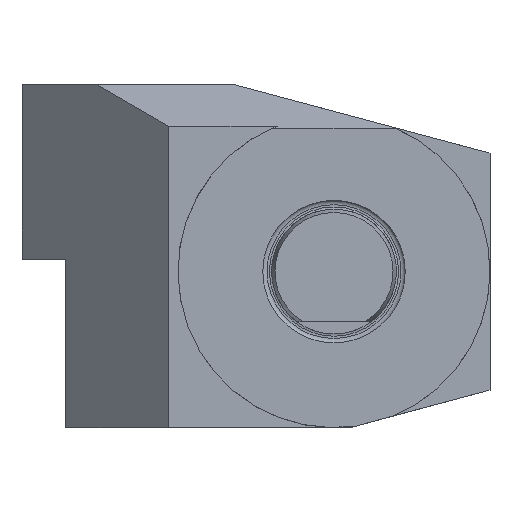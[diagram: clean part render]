
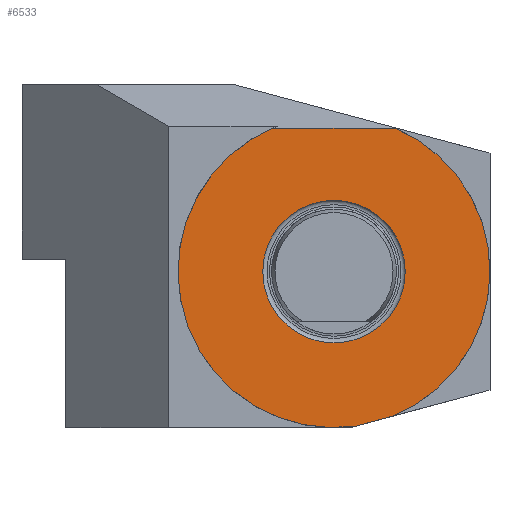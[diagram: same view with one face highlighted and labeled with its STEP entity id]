
A CAD part, front view. The second image highlights one B-rep face of the part: STEP entity #6533.
In plain terms, the highlighted planar face has unit normal (0, -1, 0).
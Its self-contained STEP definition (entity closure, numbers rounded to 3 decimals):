
#52 = VECTOR ( 'NONE', #5664, 1000. ) ;
#65 = CARTESIAN_POINT ( 'NONE',  ( -49.644, 4.974, -2.5 ) ) ;
#334 = CARTESIAN_POINT ( 'NONE',  ( -19.894, 4.974, -20.227 ) ) ;
#2318 = CIRCLE ( 'NONE', #4548, 25. ) ;
#3275 = ORIENTED_EDGE ( 'NONE', *, *, #16318, .T. ) ;
#3941 = EDGE_CURVE ( 'NONE', #17009, #17009, #12304, .T. ) ;
#4384 = ORIENTED_EDGE ( 'NONE', *, *, #6597, .T. ) ;
#4475 = ORIENTED_EDGE ( 'NONE', *, *, #12590, .F. ) ;
#4548 = AXIS2_PLACEMENT_3D ( 'NONE', #9124, #9197, #4911 ) ;
#4600 = CARTESIAN_POINT ( 'NONE',  ( -49.644, 4.974, -2.5 ) ) ;
#4911 = DIRECTION ( 'NONE',  ( 0., 0., -1. ) ) ;
#5408 = CARTESIAN_POINT ( 'NONE',  ( -24.644, 4.974, -2.5 ) ) ;
#5664 = DIRECTION ( 'NONE',  ( 0.966, 0., 0.259 ) ) ;
#5749 = CARTESIAN_POINT ( 'NONE',  ( -59.442, 4.974, 20.5 ) ) ;
#6357 = VERTEX_POINT ( 'NONE', #7700 ) ;
#6533 = ADVANCED_FACE ( 'Defeature completata2_13', ( #9115, #7717 ), #6653, .T. ) ;
#6591 = DIRECTION ( 'NONE',  ( 1., 0., 0. ) ) ;
#6597 = EDGE_CURVE ( 'NONE', #14458, #11672, #16260, .T. ) ;
#6653 = PLANE ( 'NONE',  #14329 ) ;
#7418 = CARTESIAN_POINT ( 'NONE',  ( -40.351, 4.974, -25.709 ) ) ;
#7700 = CARTESIAN_POINT ( 'NONE',  ( -39.846, 4.974, 20.5 ) ) ;
#7717 = FACE_BOUND ( 'NONE', #10744, .T. ) ;
#7899 = LINE ( 'NONE', #15855, #9096 ) ;
#8154 = CARTESIAN_POINT ( 'NONE',  ( -46.087, 4.974, -27.246 ) ) ;
#8996 = ORIENTED_EDGE ( 'NONE', *, *, #3941, .T. ) ;
#9096 = VECTOR ( 'NONE', #6591, 1000. ) ;
#9115 = FACE_OUTER_BOUND ( 'NONE', #9228, .T. ) ;
#9124 = CARTESIAN_POINT ( 'NONE',  ( -49.644, 4.974, -2.5 ) ) ;
#9197 = DIRECTION ( 'NONE',  ( 0., -1., 0. ) ) ;
#9228 = EDGE_LOOP ( 'NONE', ( #4475, #4384, #3275, #16133 ) ) ;
#10637 = DIRECTION ( 'NONE',  ( 0., -1., 0. ) ) ;
#10744 = EDGE_LOOP ( 'NONE', ( #8996 ) ) ;
#11233 = AXIS2_PLACEMENT_3D ( 'NONE', #65, #11734, #16092 ) ;
#11672 = VERTEX_POINT ( 'NONE', #8154 ) ;
#11734 = DIRECTION ( 'NONE',  ( 0., -1., 0. ) ) ;
#11803 = DIRECTION ( 'NONE',  ( 0., 0., -1. ) ) ;
#12304 = CIRCLE ( 'NONE', #16729, 11.419 ) ;
#12590 = EDGE_CURVE ( 'NONE', #14458, #6357, #7899, .T. ) ;
#13993 = VERTEX_POINT ( 'NONE', #7418 ) ;
#14078 = DIRECTION ( 'NONE',  ( 0., 0., -1. ) ) ;
#14329 = AXIS2_PLACEMENT_3D ( 'NONE', #5408, #10637, #11803 ) ;
#14458 = VERTEX_POINT ( 'NONE', #5749 ) ;
#14947 = LINE ( 'NONE', #334, #52 ) ;
#15299 = DIRECTION ( 'NONE',  ( 0., 1., 0. ) ) ;
#15783 = CARTESIAN_POINT ( 'NONE',  ( -49.644, 4.974, -13.919 ) ) ;
#15855 = CARTESIAN_POINT ( 'NONE',  ( -99.644, 4.974, 20.5 ) ) ;
#16092 = DIRECTION ( 'NONE',  ( 0., 0., -1. ) ) ;
#16133 = ORIENTED_EDGE ( 'NONE', *, *, #16973, .T. ) ;
#16260 = CIRCLE ( 'NONE', #11233, 25. ) ;
#16318 = EDGE_CURVE ( 'NONE', #11672, #13993, #14947, .T. ) ;
#16729 = AXIS2_PLACEMENT_3D ( 'NONE', #4600, #15299, #14078 ) ;
#16973 = EDGE_CURVE ( 'NONE', #13993, #6357, #2318, .T. ) ;
#17009 = VERTEX_POINT ( 'NONE', #15783 ) ;
